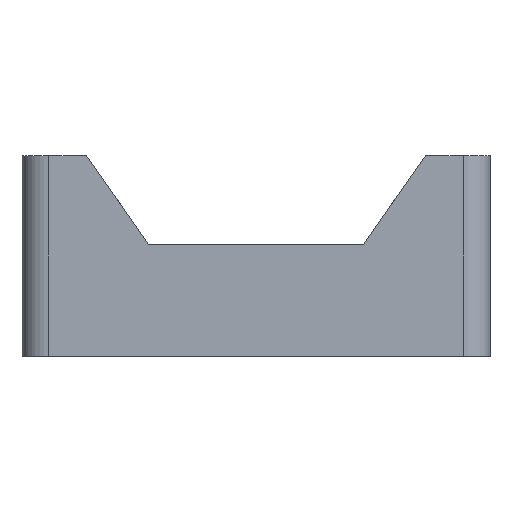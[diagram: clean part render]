
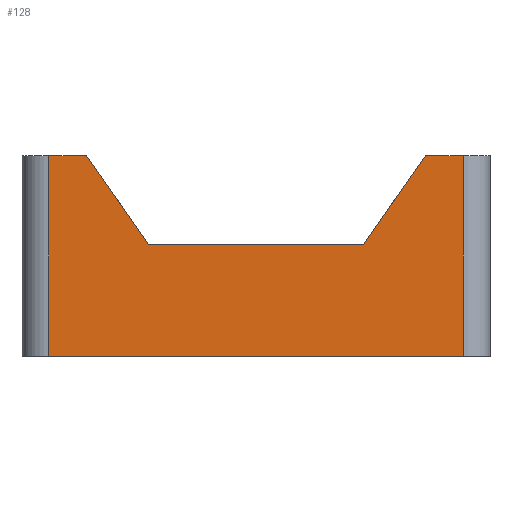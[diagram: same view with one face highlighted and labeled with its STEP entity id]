
A CAD part, left-side view. The second image highlights one B-rep face of the part: STEP entity #128.
In plain terms, the highlighted planar face has unit normal (-1, 0, 0).
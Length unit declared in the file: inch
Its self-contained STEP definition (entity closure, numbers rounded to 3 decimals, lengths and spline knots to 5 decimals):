
#128=ADVANCED_FACE('',(#176),#155,.T.);
#155=PLANE('',#680);
#176=FACE_OUTER_BOUND('',#201,.T.);
#201=EDGE_LOOP('',(#265,#266,#267,#268,#269,#270,#271,#272));
#265=ORIENTED_EDGE('',*,*,#483,.T.);
#266=ORIENTED_EDGE('',*,*,#484,.T.);
#267=ORIENTED_EDGE('',*,*,#464,.T.);
#268=ORIENTED_EDGE('',*,*,#485,.T.);
#269=ORIENTED_EDGE('',*,*,#486,.F.);
#270=ORIENTED_EDGE('',*,*,#487,.F.);
#271=ORIENTED_EDGE('',*,*,#472,.T.);
#272=ORIENTED_EDGE('',*,*,#488,.T.);
#407=VERTEX_POINT('',#897);
#408=VERTEX_POINT('',#898);
#415=VERTEX_POINT('',#913);
#416=VERTEX_POINT('',#915);
#425=VERTEX_POINT('',#937);
#426=VERTEX_POINT('',#938);
#427=VERTEX_POINT('',#941);
#428=VERTEX_POINT('',#943);
#464=EDGE_CURVE('',#407,#408,#546,.T.);
#472=EDGE_CURVE('',#416,#415,#551,.T.);
#483=EDGE_CURVE('',#425,#426,#561,.T.);
#484=EDGE_CURVE('',#426,#407,#562,.T.);
#485=EDGE_CURVE('',#408,#427,#563,.T.);
#486=EDGE_CURVE('',#428,#427,#564,.T.);
#487=EDGE_CURVE('',#416,#428,#565,.T.);
#488=EDGE_CURVE('',#415,#425,#566,.T.);
#546=LINE('',#896,#616);
#551=LINE('',#914,#621);
#561=LINE('',#936,#631);
#562=LINE('',#939,#632);
#563=LINE('',#940,#633);
#564=LINE('',#942,#634);
#565=LINE('',#944,#635);
#566=LINE('',#945,#636);
#616=VECTOR('',#734,1.);
#621=VECTOR('',#747,1.);
#631=VECTOR('',#763,1.);
#632=VECTOR('',#764,1.);
#633=VECTOR('',#765,1.);
#634=VECTOR('',#766,1.);
#635=VECTOR('',#767,1.);
#636=VECTOR('',#768,1.);
#680=AXIS2_PLACEMENT_3D('',#946,#769,#770);
#734=DIRECTION('',(0.,1.,0.));
#747=DIRECTION('',(0.,1.,0.));
#763=DIRECTION('',(0.,-1.,0.));
#764=DIRECTION('',(0.,0.,1.));
#765=DIRECTION('',(0.,0.574,-0.819));
#766=DIRECTION('',(0.,-1.,0.));
#767=DIRECTION('',(0.,-0.574,-0.819));
#768=DIRECTION('',(0.,0.,-1.));
#769=DIRECTION('',(-1.,0.,0.));
#770=DIRECTION('',(0.,0.,1.));
#896=CARTESIAN_POINT('',(0.,0.43615,0.3743));
#897=CARTESIAN_POINT('',(0.,0.05,0.3743));
#898=CARTESIAN_POINT('',(0.,0.11985,0.3743));
#913=CARTESIAN_POINT('',(0.,0.8223,0.3743));
#914=CARTESIAN_POINT('',(0.,0.43615,0.3743));
#915=CARTESIAN_POINT('',(0.,0.75245,0.3743));
#936=CARTESIAN_POINT('',(0.,0.43615,0.));
#937=CARTESIAN_POINT('',(0.,0.8223,0.));
#938=CARTESIAN_POINT('',(0.,0.05,0.));
#939=CARTESIAN_POINT('',(0.,0.05,0.));
#940=CARTESIAN_POINT('',(0.,0.39977,-0.02547));
#941=CARTESIAN_POINT('',(0.,0.23615,0.2082));
#942=CARTESIAN_POINT('',(0.,0.63615,0.2082));
#943=CARTESIAN_POINT('',(0.,0.63615,0.2082));
#944=CARTESIAN_POINT('',(0.,0.63615,0.2082));
#945=CARTESIAN_POINT('',(0.,0.8223,0.));
#946=CARTESIAN_POINT('',(0.,0.43615,0.));
